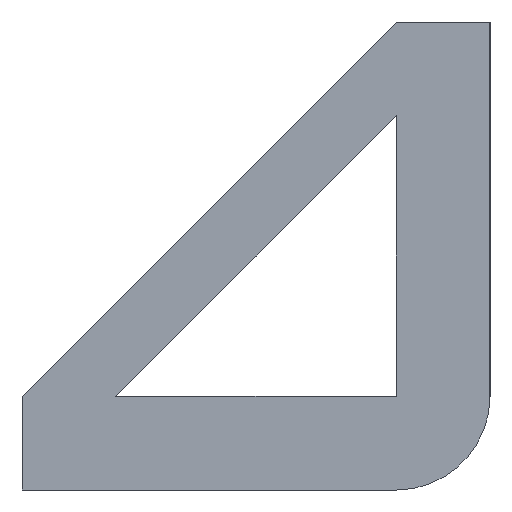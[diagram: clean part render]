
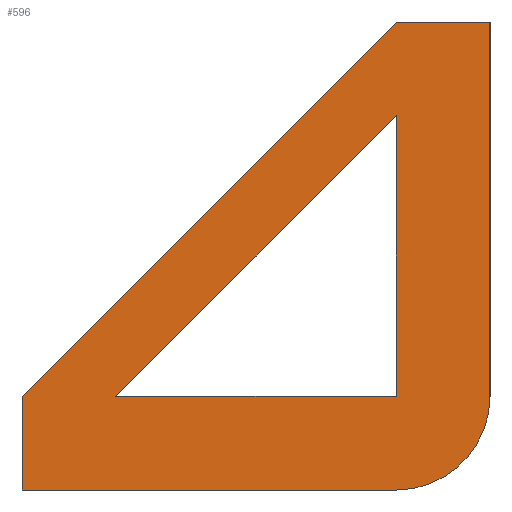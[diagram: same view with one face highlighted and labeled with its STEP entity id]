
A CAD part, left-side view. The second image highlights one B-rep face of the part: STEP entity #596.
In plain terms, the highlighted planar face has unit normal (-1, 0, 0).
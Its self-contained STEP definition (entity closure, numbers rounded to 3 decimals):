
#34=FACE_BOUND('',#127,.T.);
#57=CIRCLE('',#647,2.);
#89=FACE_OUTER_BOUND('',#126,.T.);
#126=EDGE_LOOP('',(#530,#531,#532,#533,#534,#535));
#127=EDGE_LOOP('',(#536,#537,#538));
#133=LINE('',#839,#191);
#137=LINE('',#848,#195);
#148=LINE('',#868,#206);
#149=LINE('',#876,#207);
#173=LINE('',#959,#231);
#187=LINE('',#994,#245);
#188=LINE('',#997,#246);
#189=LINE('',#998,#247);
#191=VECTOR('',#671,10.);
#195=VECTOR('',#677,10.);
#206=VECTOR('',#692,10.);
#207=VECTOR('',#701,10.);
#231=VECTOR('',#785,10.);
#245=VECTOR('',#825,10.);
#246=VECTOR('',#828,10.);
#247=VECTOR('',#829,10.);
#249=VERTEX_POINT('',#837);
#250=VERTEX_POINT('',#838);
#253=VERTEX_POINT('',#846);
#254=VERTEX_POINT('',#847);
#261=VERTEX_POINT('',#866);
#287=VERTEX_POINT('',#942);
#288=VERTEX_POINT('',#943);
#293=VERTEX_POINT('',#958);
#302=VERTEX_POINT('',#996);
#303=EDGE_CURVE('',#249,#250,#133,.T.);
#307=EDGE_CURVE('',#253,#254,#137,.T.);
#318=EDGE_CURVE('',#261,#254,#148,.T.);
#322=EDGE_CURVE('',#253,#261,#149,.T.);
#356=EDGE_CURVE('',#287,#288,#57,.T.);
#364=EDGE_CURVE('',#288,#293,#173,.T.);
#382=EDGE_CURVE('',#250,#293,#187,.T.);
#383=EDGE_CURVE('',#302,#287,#188,.T.);
#384=EDGE_CURVE('',#302,#249,#189,.T.);
#530=ORIENTED_EDGE('',*,*,#303,.T.);
#531=ORIENTED_EDGE('',*,*,#382,.T.);
#532=ORIENTED_EDGE('',*,*,#364,.F.);
#533=ORIENTED_EDGE('',*,*,#356,.F.);
#534=ORIENTED_EDGE('',*,*,#383,.F.);
#535=ORIENTED_EDGE('',*,*,#384,.T.);
#536=ORIENTED_EDGE('',*,*,#318,.F.);
#537=ORIENTED_EDGE('',*,*,#322,.F.);
#538=ORIENTED_EDGE('',*,*,#307,.T.);
#567=PLANE('',#664);
#596=ADVANCED_FACE('',(#89,#34),#567,.T.);
#647=AXIS2_PLACEMENT_3D('',#944,#771,#772);
#664=AXIS2_PLACEMENT_3D('',#995,#826,#827);
#671=DIRECTION('',(0.,0.707,-0.707));
#677=DIRECTION('',(0.,-0.707,0.707));
#692=DIRECTION('',(0.,0.,1.));
#701=DIRECTION('',(0.,-1.,0.));
#771=DIRECTION('center_axis',(1.,0.,0.));
#772=DIRECTION('ref_axis',(0.,-0.707,-0.707));
#785=DIRECTION('',(0.,1.,0.));
#825=DIRECTION('',(0.,0.,-1.));
#826=DIRECTION('center_axis',(-1.,0.,0.));
#827=DIRECTION('ref_axis',(0.,0.,1.));
#828=DIRECTION('',(0.,0.,-1.));
#829=DIRECTION('',(0.,1.,0.));
#837=CARTESIAN_POINT('',(0.,2.,8.));
#838=CARTESIAN_POINT('',(0.,10.,0.));
#839=CARTESIAN_POINT('',(0.,2.,8.));
#846=CARTESIAN_POINT('',(0.,8.,0.));
#847=CARTESIAN_POINT('',(0.,2.,6.));
#848=CARTESIAN_POINT('',(0.,8.,0.));
#866=CARTESIAN_POINT('',(0.,2.,0.));
#868=CARTESIAN_POINT('',(0.,2.,8.));
#876=CARTESIAN_POINT('',(0.,10.,0.));
#942=CARTESIAN_POINT('',(0.,0.,0.));
#943=CARTESIAN_POINT('',(0.,2.,-2.));
#944=CARTESIAN_POINT('Origin',(0.,2.,0.));
#958=CARTESIAN_POINT('',(0.,10.,-2.));
#959=CARTESIAN_POINT('',(0.,10.,-2.));
#994=CARTESIAN_POINT('',(0.,10.,0.));
#995=CARTESIAN_POINT('Origin',(0.,0.,0.));
#996=CARTESIAN_POINT('',(0.,0.,8.));
#997=CARTESIAN_POINT('',(0.,0.,0.));
#998=CARTESIAN_POINT('',(0.,0.,8.));
